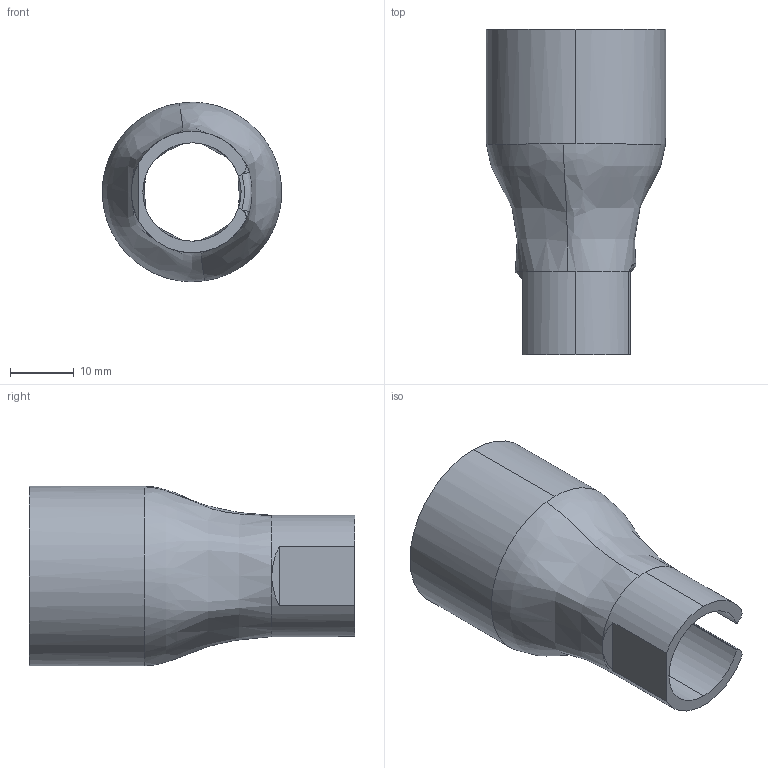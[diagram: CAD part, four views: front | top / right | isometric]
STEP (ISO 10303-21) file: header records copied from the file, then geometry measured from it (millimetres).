
FILE_DESCRIPTION (( 'STEP AP214' ), '1' );
FILE_NAME ('screw_tool.STEP', '2024-05-04T16:07:48', ( '' ), ( '' ), 'SwSTEP 2.0', 'SolidWorks 2023', '' );
FILE_SCHEMA (( 'AUTOMOTIVE_DESIGN' ));
Length unit declared in the file: millimetre
Products named in the file (1): screw_tool
Bounding box: 28.1 x 51 x 28.1 mm (x, y, z)
Volume: 5774.6 mm3; surface area: 7241.9 mm2
Topology: 1 solids, 1 shells, 109 faces, 319 edges, 212 vertices
Faces by surface type: cylinder 84, plane 18, bspline 7
Entity records: 19276 total; most frequent: CARTESIAN_POINT 16285, DIRECTION 653, ORIENTED_EDGE 638, EDGE_CURVE 319, AXIS2_PLACEMENT_3D 265, VERTEX_POINT 212, CIRCLE 162, LINE 123
